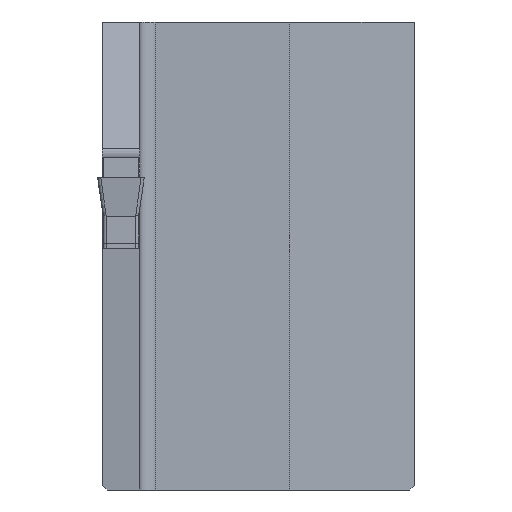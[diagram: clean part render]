
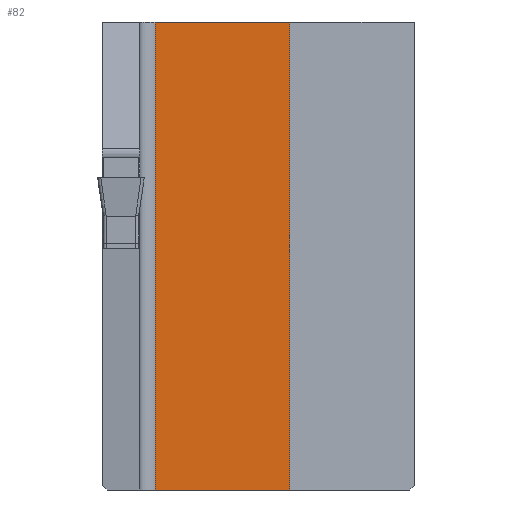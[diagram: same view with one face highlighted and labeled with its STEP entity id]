
A CAD part, left-side view. The second image highlights one B-rep face of the part: STEP entity #82.
In plain terms, the highlighted planar face has unit normal (-1, 0, 0).
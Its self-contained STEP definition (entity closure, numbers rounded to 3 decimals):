
#82=ADVANCED_FACE('',(#195),#144,.T.);
#144=PLANE('',#1166);
#195=FACE_OUTER_BOUND('',#257,.T.);
#257=EDGE_LOOP('',(#374,#375,#376,#377));
#374=ORIENTED_EDGE('',*,*,#742,.F.);
#375=ORIENTED_EDGE('',*,*,#784,.T.);
#376=ORIENTED_EDGE('',*,*,#785,.T.);
#377=ORIENTED_EDGE('',*,*,#786,.T.);
#642=VERTEX_POINT('',#1556);
#643=VERTEX_POINT('',#1558);
#678=VERTEX_POINT('',#1643);
#679=VERTEX_POINT('',#1645);
#742=EDGE_CURVE('',#642,#643,#899,.T.);
#784=EDGE_CURVE('',#642,#678,#937,.T.);
#785=EDGE_CURVE('',#678,#679,#938,.T.);
#786=EDGE_CURVE('',#679,#643,#939,.T.);
#899=LINE('',#1557,#1027);
#937=LINE('',#1642,#1065);
#938=LINE('',#1644,#1066);
#939=LINE('',#1646,#1067);
#1027=VECTOR('',#1248,1.);
#1065=VECTOR('',#1310,1.);
#1066=VECTOR('',#1311,1.);
#1067=VECTOR('',#1312,1.);
#1166=AXIS2_PLACEMENT_3D('',#1647,#1313,#1314);
#1248=DIRECTION('',(0.,-1.,0.));
#1310=DIRECTION('',(0.,0.,-1.));
#1311=DIRECTION('',(0.,-1.,0.));
#1312=DIRECTION('',(0.,0.,1.));
#1313=DIRECTION('',(-1.,0.,0.));
#1314=DIRECTION('',(0.,0.,1.));
#1556=CARTESIAN_POINT('',(21.,-3.393,10.));
#1557=CARTESIAN_POINT('',(21.,-22.343,10.));
#1558=CARTESIAN_POINT('',(21.,-12.,10.));
#1642=CARTESIAN_POINT('',(21.,-3.393,10.));
#1643=CARTESIAN_POINT('',(21.,-3.393,-20.));
#1644=CARTESIAN_POINT('',(21.,-22.343,-20.));
#1645=CARTESIAN_POINT('',(21.,-12.,-20.));
#1646=CARTESIAN_POINT('',(21.,-12.,-22.));
#1647=CARTESIAN_POINT('',(21.,-22.343,10.));
